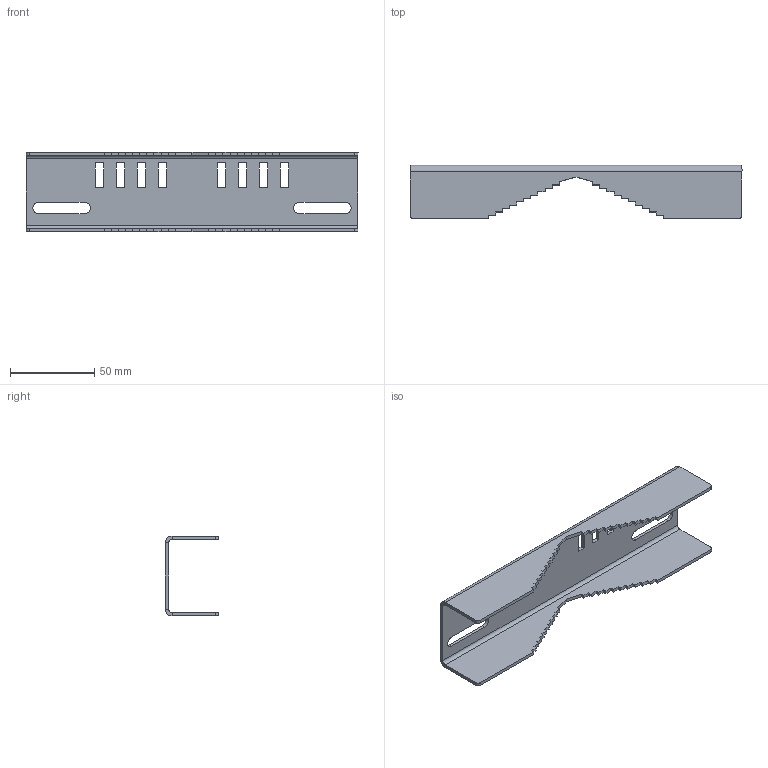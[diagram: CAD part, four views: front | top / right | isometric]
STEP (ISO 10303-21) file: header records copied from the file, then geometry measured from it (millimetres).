
FILE_DESCRIPTION(/* description */ (''),/* implementation_level */ '2;1');
FILE_NAME(/* name */ '0313000030 - Mastbefestigung LARGE.stp',/* time_stamp */ '2020-04-23T16:47:07+02:00',/* author */ ('alexander.rose'),/* organization */ (''),/* preprocessor_version */ 'ST-DEVELOPER v17.2',/* originating_system */ 'Autodesk Inventor 2019',/* authorisation */ '');
FILE_SCHEMA (('AUTOMOTIVE_DESIGN { 1 0 10303 214 3 1 1 }'));
Length unit declared in the file: millimetre
Products named in the file (1): 0313000030 - Mastbefestigung LARGE
Bounding box: 197.2 x 31.74 x 47.48 mm (x, y, z)
Volume: 33529.4 mm3; surface area: 35838.9 mm2
Topology: 1 solids, 1 shells, 188 faces, 542 edges, 356 vertices
Faces by surface type: plane 144, cylinder 44
Entity records: 6187 total; most frequent: CARTESIAN_POINT 1087, ORIENTED_EDGE 1084, DIRECTION 1008, EDGE_CURVE 542, LINE 454, VECTOR 454, VERTEX_POINT 356, AXIS2_PLACEMENT_3D 277
